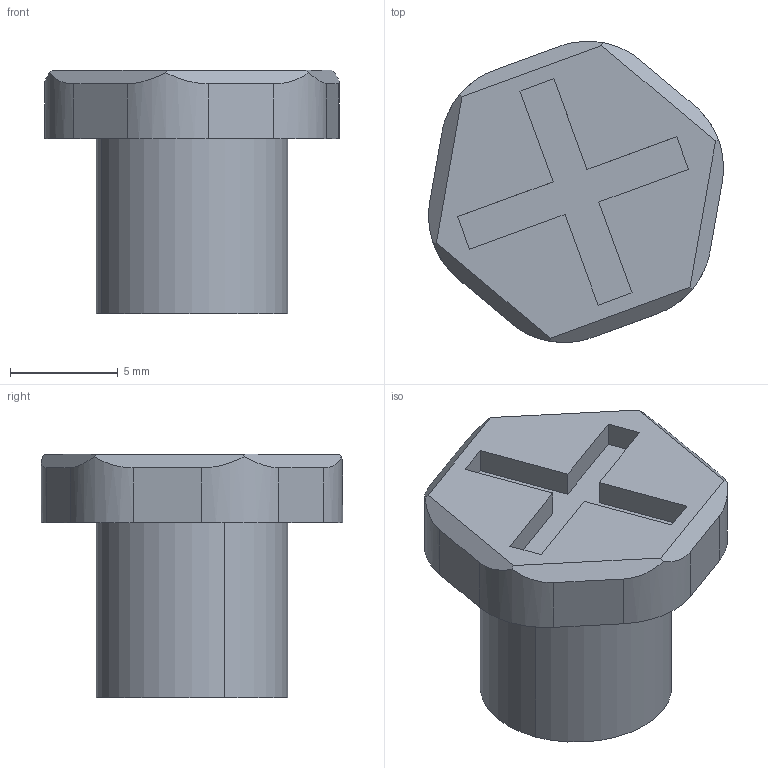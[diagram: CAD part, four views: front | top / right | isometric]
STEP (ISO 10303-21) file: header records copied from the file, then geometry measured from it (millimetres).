
FILE_DESCRIPTION (( 'STEP AP203' ), '1' );
FILE_NAME ('Riddel Helmet Face Guard Clamp Screw.STEP', '2026-02-04T14:33:27', ( 'Brian Williams' ), ( 'Home' ), 'SwSTEP 2.0', 'SolidWorks 2003240', '' );
FILE_SCHEMA (( 'CONFIG_CONTROL_DESIGN' ));
Length unit declared in the file: inch
Products named in the file (2): screw; Riddel Helmet Face Guard Clamp Screw
Assembly tree (1 placements, depth 2):
  Riddel Helmet Face Guard Clamp Screw
    screw
Bounding box: 13.67 x 13.96 x 11.3 mm (x, y, z)
Volume: 924.9 mm3; surface area: 691.7 mm2
Topology: 1 solids, 1 shells, 36 faces, 96 edges, 64 vertices
Faces by surface type: plane 28, cylinder 8
Entity records: 1310 total; most frequent: CARTESIAN_POINT 236, ORIENTED_EDGE 192, DIRECTION 174, EDGE_CURVE 96, VECTOR 74, LINE 74, VERTEX_POINT 64, AXIS2_PLACEMENT_3D 50
